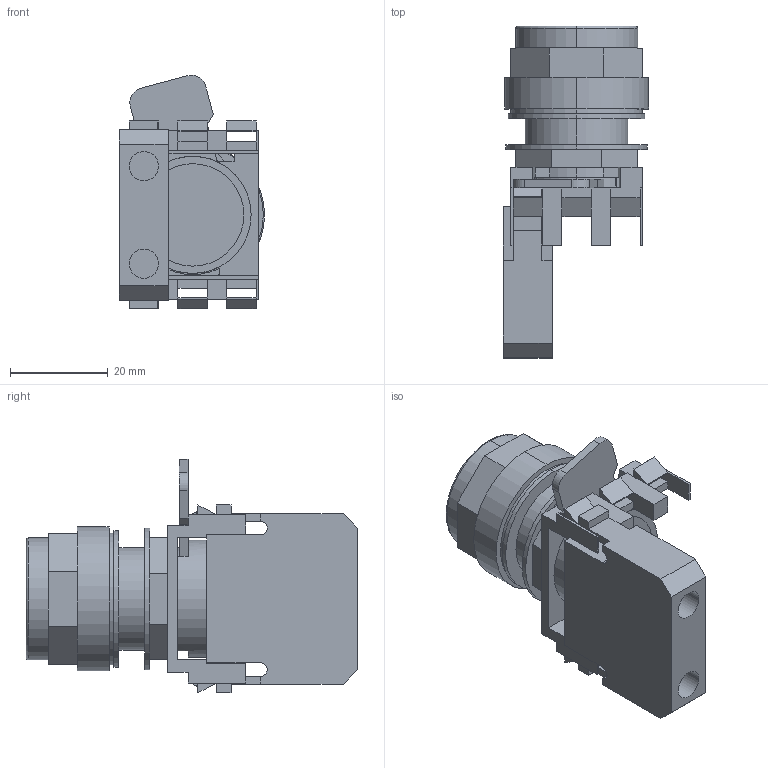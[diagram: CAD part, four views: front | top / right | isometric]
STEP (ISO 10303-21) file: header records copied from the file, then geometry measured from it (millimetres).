
FILE_DESCRIPTION (( 'STEP AP214' ), '1' );
FILE_NAME ('E22EB2B.step', '2018-07-05T19:20:33', ( '' ), ( '' ), 'SwSTEP 2.0', 'SolidWorks 2017', '' );
FILE_SCHEMA (( 'AUTOMOTIVE_DESIGN' ));
Length unit declared in the file: millimetre
Products named in the file (1): E22EB2B
Bounding box: 29.75 x 68 x 47.88 mm (x, y, z)
Volume: 31545.3 mm3; surface area: 16950.2 mm2
Topology: 7 solids, 7 shells, 219 faces, 609 edges, 392 vertices
Faces by surface type: plane 181, cylinder 36, torus 2
Entity records: 7039 total; most frequent: CARTESIAN_POINT 1221, ORIENTED_EDGE 1218, DIRECTION 1141, EDGE_CURVE 609, VECTOR 517, LINE 517, VERTEX_POINT 392, AXIS2_PLACEMENT_3D 312
